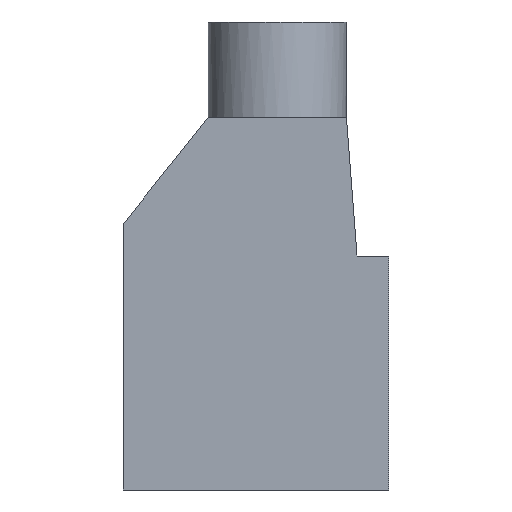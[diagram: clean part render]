
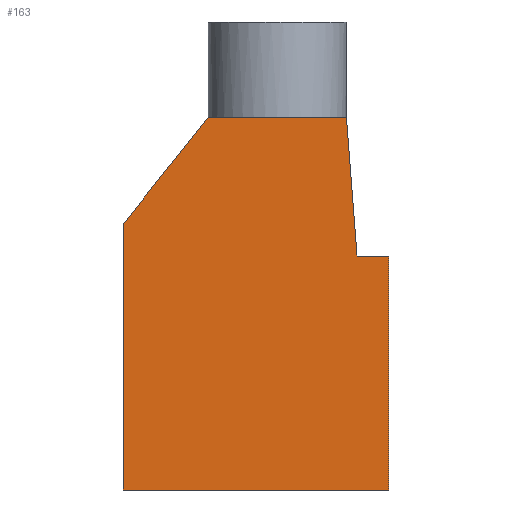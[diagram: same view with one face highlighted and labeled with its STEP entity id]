
A CAD part, left-side view. The second image highlights one B-rep face of the part: STEP entity #163.
In plain terms, the highlighted planar face has unit normal (-1, 0, 0).
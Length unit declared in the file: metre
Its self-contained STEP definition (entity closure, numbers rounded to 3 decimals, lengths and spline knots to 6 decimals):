
#163 = ADVANCED_FACE( '', ( #331 ), #332, .F. );
#331 = FACE_OUTER_BOUND( '', #497, .T. );
#332 = PLANE( '', #498 );
#497 = EDGE_LOOP( '', ( #844, #845, #846, #847, #848, #849, #850, #851 ) );
#498 = AXIS2_PLACEMENT_3D( '', #852, #853, #854 );
#844 = ORIENTED_EDGE( '', *, *, #1030, .F. );
#845 = ORIENTED_EDGE( '', *, *, #1004, .F. );
#846 = ORIENTED_EDGE( '', *, *, #1039, .F. );
#847 = ORIENTED_EDGE( '', *, *, #913, .F. );
#848 = ORIENTED_EDGE( '', *, *, #963, .F. );
#849 = ORIENTED_EDGE( '', *, *, #1020, .F. );
#850 = ORIENTED_EDGE( '', *, *, #986, .F. );
#851 = ORIENTED_EDGE( '', *, *, #902, .F. );
#852 = CARTESIAN_POINT( '', ( 0., 0.00625, 0.00875 ) );
#853 = DIRECTION( '', ( 1., 0., 0. ) );
#854 = DIRECTION( '', ( 0., 1., 0. ) );
#902 = EDGE_CURVE( '', #1048, #1049, #1050, .T. );
#913 = EDGE_CURVE( '', #1066, #1069, #1070, .T. );
#963 = EDGE_CURVE( '', #1151, #1066, #1153, .T. );
#986 = EDGE_CURVE( '', #1049, #1185, #1186, .T. );
#1004 = EDGE_CURVE( '', #1209, #1210, #1211, .T. );
#1020 = EDGE_CURVE( '', #1185, #1151, #1230, .T. );
#1030 = EDGE_CURVE( '', #1210, #1048, #1242, .T. );
#1039 = EDGE_CURVE( '', #1069, #1209, #1251, .T. );
#1048 = VERTEX_POINT( '', #1260 );
#1049 = VERTEX_POINT( '', #1261 );
#1050 = LINE( '', #1262, #1263 );
#1066 = VERTEX_POINT( '', #1286 );
#1069 = VERTEX_POINT( '', #1289 );
#1070 = LINE( '', #1290, #1291 );
#1151 = VERTEX_POINT( '', #1400 );
#1153 = LINE( '', #1403, #1404 );
#1185 = VERTEX_POINT( '', #1447 );
#1186 = LINE( '', #1448, #1449 );
#1209 = VERTEX_POINT( '', #1478 );
#1210 = VERTEX_POINT( '', #1479 );
#1211 = LINE( '', #1480, #1481 );
#1230 = LINE( '', #1505, #1506 );
#1242 = LINE( '', #1523, #1524 );
#1251 = LINE( '', #1535, #1536 );
#1260 = CARTESIAN_POINT( '', ( 0., 0., 0. ) );
#1261 = CARTESIAN_POINT( '', ( 0., 0.0125, 0. ) );
#1262 = CARTESIAN_POINT( '', ( 0., 0.00625, 0. ) );
#1263 = VECTOR( '', #1546, 1. );
#1286 = CARTESIAN_POINT( '', ( 0., 0.00525, 0.0175 ) );
#1289 = CARTESIAN_POINT( '', ( 0., 0.002, 0.0175 ) );
#1290 = CARTESIAN_POINT( '', ( 0., 0.00525, 0.0175 ) );
#1291 = VECTOR( '', #1557, 1. );
#1400 = CARTESIAN_POINT( '', ( 0., 0.0085, 0.0175 ) );
#1403 = CARTESIAN_POINT( '', ( 0., 0.00525, 0.0175 ) );
#1404 = VECTOR( '', #1614, 1. );
#1447 = CARTESIAN_POINT( '', ( 0., 0.0125, 0.0125 ) );
#1448 = CARTESIAN_POINT( '', ( 0., 0.0125, 0.00625 ) );
#1449 = VECTOR( '', #1641, 1. );
#1478 = CARTESIAN_POINT( '', ( 0., 0.0015, 0.011 ) );
#1479 = CARTESIAN_POINT( '', ( 0., 0., 0.011 ) );
#1480 = CARTESIAN_POINT( '', ( 0., 0.00075, 0.011 ) );
#1481 = VECTOR( '', #1666, 1. );
#1505 = CARTESIAN_POINT( '', ( 0., 0.0105, 0.015 ) );
#1506 = VECTOR( '', #1675, 1. );
#1523 = CARTESIAN_POINT( '', ( 0., 0., 0.0055 ) );
#1524 = VECTOR( '', #1681, 1. );
#1535 = CARTESIAN_POINT( '', ( 0., 0.00175, 0.01425 ) );
#1536 = VECTOR( '', #1690, 1. );
#1546 = DIRECTION( '', ( 0., 1., 0. ) );
#1557 = DIRECTION( '', ( 0., -1., 0. ) );
#1614 = DIRECTION( '', ( 0., -1., 0. ) );
#1641 = DIRECTION( '', ( 0., 0., 1. ) );
#1666 = DIRECTION( '', ( 0., -1., 0. ) );
#1675 = DIRECTION( '', ( 0., -0.625, 0.781 ) );
#1681 = DIRECTION( '', ( 0., 0., -1. ) );
#1690 = DIRECTION( '', ( 0., -0.077, -0.997 ) );
